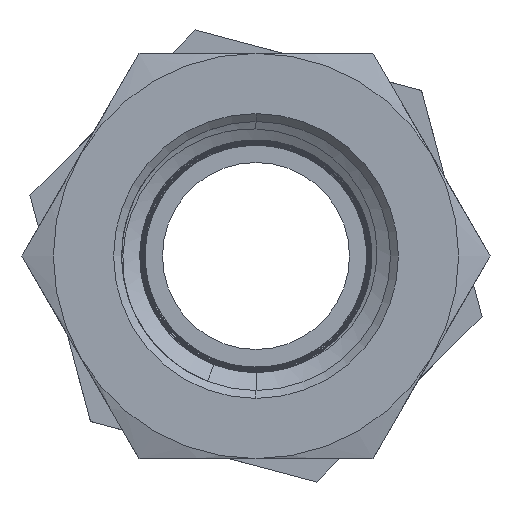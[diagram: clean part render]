
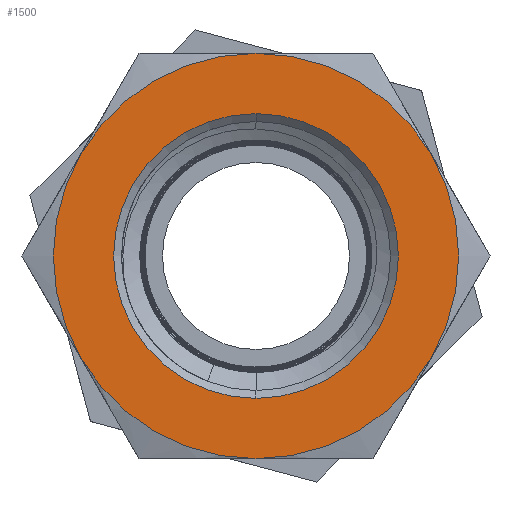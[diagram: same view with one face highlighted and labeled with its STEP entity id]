
A CAD part, left-side view. The second image highlights one B-rep face of the part: STEP entity #1500.
In plain terms, the highlighted planar face has unit normal (-1, 0, 0).
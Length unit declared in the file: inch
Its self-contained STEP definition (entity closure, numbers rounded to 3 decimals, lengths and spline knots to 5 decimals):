
#18 = AXIS2_PLACEMENT_3D ( 'NONE', #4853, #11245, #11133 ) ;
#256 = ORIENTED_EDGE ( 'NONE', *, *, #5192, .T. ) ;
#580 = VERTEX_POINT ( 'NONE', #9626 ) ;
#608 = VERTEX_POINT ( 'NONE', #11797 ) ;
#621 = EDGE_CURVE ( 'NONE', #9115, #8725, #6298, .T. ) ;
#847 = ORIENTED_EDGE ( 'NONE', *, *, #621, .T. ) ;
#885 = PLANE ( 'NONE',  #11585 ) ;
#1387 = VERTEX_POINT ( 'NONE', #2844 ) ;
#1395 = AXIS2_PLACEMENT_3D ( 'NONE', #5243, #9866, #2526 ) ;
#1459 = CARTESIAN_POINT ( 'NONE',  ( -1.125, 0., -0.40625 ) ) ;
#1474 = EDGE_CURVE ( 'NONE', #4318, #8425, #11457, .T. ) ;
#1500 = ADVANCED_FACE ( 'NONE', ( #6579, #9874 ), #885, .T. ) ;
#1666 = VERTEX_POINT ( 'NONE', #6310 ) ;
#1853 = CIRCLE ( 'NONE', #5528, 0.40625 ) ;
#1987 = DIRECTION ( 'NONE',  ( 0., 0., 1. ) ) ;
#2031 = CIRCLE ( 'NONE', #4542, 0.28549 ) ;
#2049 = ORIENTED_EDGE ( 'NONE', *, *, #3818, .T. ) ;
#2066 = CARTESIAN_POINT ( 'NONE',  ( -1.125, 0., 0. ) ) ;
#2296 = CARTESIAN_POINT ( 'NONE',  ( -1.125, 0., 0.28549 ) ) ;
#2526 = DIRECTION ( 'NONE',  ( 0., 0., 1. ) ) ;
#2592 = CIRCLE ( 'NONE', #18, 0.40625 ) ;
#2844 = CARTESIAN_POINT ( 'NONE',  ( -1.125, 0.35182, 0.20312 ) ) ;
#2884 = DIRECTION ( 'NONE',  ( -1., 0., 0. ) ) ;
#3002 = AXIS2_PLACEMENT_3D ( 'NONE', #7221, #8312, #11029 ) ;
#3214 = ORIENTED_EDGE ( 'NONE', *, *, #5358, .T. ) ;
#3789 = DIRECTION ( 'NONE',  ( 0., 0., 1. ) ) ;
#3818 = EDGE_CURVE ( 'NONE', #580, #1666, #6728, .T. ) ;
#4318 = VERTEX_POINT ( 'NONE', #11561 ) ;
#4542 = AXIS2_PLACEMENT_3D ( 'NONE', #7102, #9111, #9976 ) ;
#4853 = CARTESIAN_POINT ( 'NONE',  ( -1.125, 0., 0. ) ) ;
#5192 = EDGE_CURVE ( 'NONE', #608, #1387, #2592, .T. ) ;
#5243 = CARTESIAN_POINT ( 'NONE',  ( -1.125, 0., 0. ) ) ;
#5267 = CARTESIAN_POINT ( 'NONE',  ( -1.125, 0., 0. ) ) ;
#5358 = EDGE_CURVE ( 'NONE', #8425, #4318, #2031, .T. ) ;
#5528 = AXIS2_PLACEMENT_3D ( 'NONE', #2066, #6561, #1987 ) ;
#5534 = ORIENTED_EDGE ( 'NONE', *, *, #1474, .T. ) ;
#5544 = DIRECTION ( 'NONE',  ( -1., 0., 0. ) ) ;
#6298 = CIRCLE ( 'NONE', #1395, 0.40625 ) ;
#6310 = CARTESIAN_POINT ( 'NONE',  ( -1.125, -0.35182, 0.20313 ) ) ;
#6561 = DIRECTION ( 'NONE',  ( -1., 0., 0. ) ) ;
#6579 = FACE_BOUND ( 'NONE', #11408, .T. ) ;
#6728 = CIRCLE ( 'NONE', #9494, 0.40625 ) ;
#6922 = ORIENTED_EDGE ( 'NONE', *, *, #7882, .T. ) ;
#6944 = ORIENTED_EDGE ( 'NONE', *, *, #9113, .T. ) ;
#6992 = CIRCLE ( 'NONE', #8213, 0.40625 ) ;
#7102 = CARTESIAN_POINT ( 'NONE',  ( -1.125, 0., 0. ) ) ;
#7198 = DIRECTION ( 'NONE',  ( 0., 0., 1. ) ) ;
#7221 = CARTESIAN_POINT ( 'NONE',  ( -1.125, 0., 0. ) ) ;
#7882 = EDGE_CURVE ( 'NONE', #1666, #608, #6992, .T. ) ;
#8026 = DIRECTION ( 'NONE',  ( -1., 0., 0. ) ) ;
#8048 = DIRECTION ( 'NONE',  ( -1., 0., 0. ) ) ;
#8178 = EDGE_CURVE ( 'NONE', #8725, #580, #1853, .T. ) ;
#8213 = AXIS2_PLACEMENT_3D ( 'NONE', #5267, #8026, #8916 ) ;
#8268 = CARTESIAN_POINT ( 'NONE',  ( -1.125, 0.27, 0. ) ) ;
#8312 = DIRECTION ( 'NONE',  ( 1., 0., 0. ) ) ;
#8354 = CARTESIAN_POINT ( 'NONE',  ( -1.125, 0., 0. ) ) ;
#8425 = VERTEX_POINT ( 'NONE', #2296 ) ;
#8561 = ORIENTED_EDGE ( 'NONE', *, *, #8178, .T. ) ;
#8725 = VERTEX_POINT ( 'NONE', #1459 ) ;
#8916 = DIRECTION ( 'NONE',  ( 0., 0., 1. ) ) ;
#9015 = CARTESIAN_POINT ( 'NONE',  ( -1.125, 0., 0. ) ) ;
#9111 = DIRECTION ( 'NONE',  ( 1., 0., 0. ) ) ;
#9113 = EDGE_CURVE ( 'NONE', #1387, #9115, #10138, .T. ) ;
#9115 = VERTEX_POINT ( 'NONE', #9235 ) ;
#9235 = CARTESIAN_POINT ( 'NONE',  ( -1.125, 0.35182, -0.20313 ) ) ;
#9494 = AXIS2_PLACEMENT_3D ( 'NONE', #9015, #8048, #7198 ) ;
#9626 = CARTESIAN_POINT ( 'NONE',  ( -1.125, -0.35182, -0.20312 ) ) ;
#9866 = DIRECTION ( 'NONE',  ( -1., 0., 0. ) ) ;
#9874 = FACE_OUTER_BOUND ( 'NONE', #11253, .T. ) ;
#9976 = DIRECTION ( 'NONE',  ( 0., 0., 1. ) ) ;
#10100 = DIRECTION ( 'NONE',  ( 0., 0., 1. ) ) ;
#10138 = CIRCLE ( 'NONE', #10755, 0.40625 ) ;
#10755 = AXIS2_PLACEMENT_3D ( 'NONE', #8354, #2884, #3789 ) ;
#11029 = DIRECTION ( 'NONE',  ( 0., 0., 1. ) ) ;
#11133 = DIRECTION ( 'NONE',  ( 0., 0., 1. ) ) ;
#11245 = DIRECTION ( 'NONE',  ( -1., 0., 0. ) ) ;
#11253 = EDGE_LOOP ( 'NONE', ( #6922, #256, #6944, #847, #8561, #2049 ) ) ;
#11408 = EDGE_LOOP ( 'NONE', ( #3214, #5534 ) ) ;
#11457 = CIRCLE ( 'NONE', #3002, 0.28549 ) ;
#11561 = CARTESIAN_POINT ( 'NONE',  ( -1.125, 0., -0.28549 ) ) ;
#11585 = AXIS2_PLACEMENT_3D ( 'NONE', #8268, #5544, #10100 ) ;
#11797 = CARTESIAN_POINT ( 'NONE',  ( -1.125, 0., 0.40625 ) ) ;
